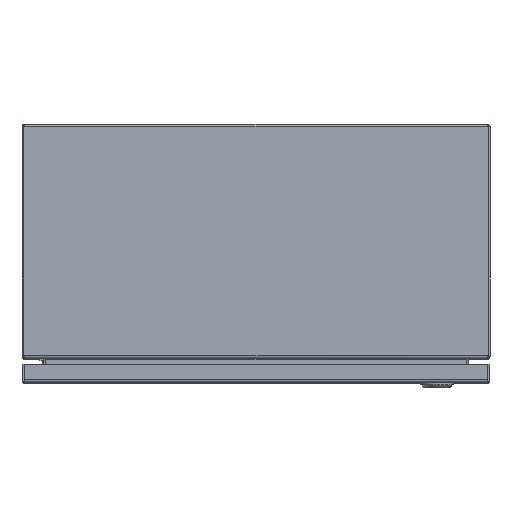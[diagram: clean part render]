
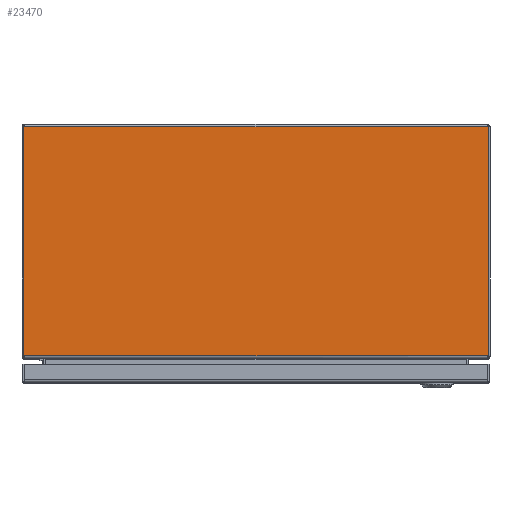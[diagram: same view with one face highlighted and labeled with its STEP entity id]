
A CAD part, top view. The second image highlights one B-rep face of the part: STEP entity #23470.
In plain terms, the highlighted planar face has unit normal (0, 0, 1).
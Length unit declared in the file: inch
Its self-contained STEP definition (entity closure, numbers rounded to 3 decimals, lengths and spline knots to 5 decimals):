
#419 = ORIENTED_EDGE ( 'NONE', *, *, #3948, .F. ) ;
#975 = AXIS2_PLACEMENT_3D ( 'NONE', #35958, #4877, #7979 ) ;
#1875 = DIRECTION ( 'NONE',  ( 0., -1., 0. ) ) ;
#2194 = AXIS2_PLACEMENT_3D ( 'NONE', #29247, #12422, #29409 ) ;
#2215 = ORIENTED_EDGE ( 'NONE', *, *, #18481, .F. ) ;
#3948 = EDGE_CURVE ( 'NONE', #25407, #14279, #13312, .T. ) ;
#4198 = CARTESIAN_POINT ( 'NONE',  ( 55.4415, -0.057, 10. ) ) ;
#4729 = DIRECTION ( 'NONE',  ( 0., 1., 0. ) ) ;
#4877 = DIRECTION ( 'NONE',  ( 0., 0., -1. ) ) ;
#4983 = VERTEX_POINT ( 'NONE', #34427 ) ;
#5139 = CARTESIAN_POINT ( 'NONE',  ( -7.94289, -0.057, 10. ) ) ;
#6671 = ORIENTED_EDGE ( 'NONE', *, *, #26862, .F. ) ;
#7123 = FACE_OUTER_BOUND ( 'NONE', #18965, .T. ) ;
#7979 = DIRECTION ( 'NONE',  ( 0., 1., 0. ) ) ;
#8207 = DIRECTION ( 'NONE',  ( 1., 0., 0. ) ) ;
#8604 = EDGE_CURVE ( 'NONE', #33768, #25407, #27258, .T. ) ;
#10484 = LINE ( 'NONE', #30030, #33893 ) ;
#12422 = DIRECTION ( 'NONE',  ( 0., 0., -1. ) ) ;
#12626 = CARTESIAN_POINT ( 'NONE',  ( 55.4415, -7.914, 10. ) ) ;
#13312 = LINE ( 'NONE', #33260, #20934 ) ;
#13370 = EDGE_CURVE ( 'NONE', #31346, #33768, #19765, .T. ) ;
#13412 = CARTESIAN_POINT ( 'NONE',  ( 7.94289, -0.086, 10. ) ) ;
#14279 = VERTEX_POINT ( 'NONE', #13412 ) ;
#15053 = CARTESIAN_POINT ( 'NONE',  ( 7.93523, -7.914, 10. ) ) ;
#15618 = CARTESIAN_POINT ( 'NONE',  ( -7.94289, -0.086, 10. ) ) ;
#15861 = VECTOR ( 'NONE', #22355, 39.37008 ) ;
#16773 = CIRCLE ( 'NONE', #975, 0.25 ) ;
#17242 = ORIENTED_EDGE ( 'NONE', *, *, #13370, .F. ) ;
#18010 = VERTEX_POINT ( 'NONE', #15053 ) ;
#18481 = EDGE_CURVE ( 'NONE', #4983, #18010, #16773, .T. ) ;
#18965 = EDGE_LOOP ( 'NONE', ( #17242, #34793, #2215, #6671, #419, #35410 ) ) ;
#19765 = CIRCLE ( 'NONE', #2194, 0.25 ) ;
#20934 = VECTOR ( 'NONE', #8207, 39.37008 ) ;
#21255 = EDGE_CURVE ( 'NONE', #18010, #31346, #34751, .T. ) ;
#21605 = VECTOR ( 'NONE', #29619, 39.37008 ) ;
#22355 = DIRECTION ( 'NONE',  ( 0., 1., 0. ) ) ;
#23470 = ADVANCED_FACE ( 'NONE', ( #7123 ), #31990, .F. ) ;
#25407 = VERTEX_POINT ( 'NONE', #15618 ) ;
#26209 = CARTESIAN_POINT ( 'NONE',  ( -7.94289, -7.85258, 10. ) ) ;
#26862 = EDGE_CURVE ( 'NONE', #14279, #4983, #10484, .T. ) ;
#27034 = DIRECTION ( 'NONE',  ( 0., 0., -1. ) ) ;
#27258 = LINE ( 'NONE', #5139, #15861 ) ;
#29027 = AXIS2_PLACEMENT_3D ( 'NONE', #4198, #27034, #4729 ) ;
#29247 = CARTESIAN_POINT ( 'NONE',  ( -7.69289, -7.85258, 10. ) ) ;
#29409 = DIRECTION ( 'NONE',  ( 0., 1., 0. ) ) ;
#29619 = DIRECTION ( 'NONE',  ( -1., 0., 0. ) ) ;
#30030 = CARTESIAN_POINT ( 'NONE',  ( 7.94289, -0.057, 10. ) ) ;
#31346 = VERTEX_POINT ( 'NONE', #35019 ) ;
#31990 = PLANE ( 'NONE',  #29027 ) ;
#33260 = CARTESIAN_POINT ( 'NONE',  ( -7.914, -0.086, 10. ) ) ;
#33768 = VERTEX_POINT ( 'NONE', #26209 ) ;
#33893 = VECTOR ( 'NONE', #1875, 39.37008 ) ;
#34427 = CARTESIAN_POINT ( 'NONE',  ( 7.94289, -7.85258, 10. ) ) ;
#34751 = LINE ( 'NONE', #12626, #21605 ) ;
#34793 = ORIENTED_EDGE ( 'NONE', *, *, #21255, .F. ) ;
#35019 = CARTESIAN_POINT ( 'NONE',  ( -7.93523, -7.914, 10. ) ) ;
#35410 = ORIENTED_EDGE ( 'NONE', *, *, #8604, .F. ) ;
#35958 = CARTESIAN_POINT ( 'NONE',  ( 7.69289, -7.85258, 10. ) ) ;
